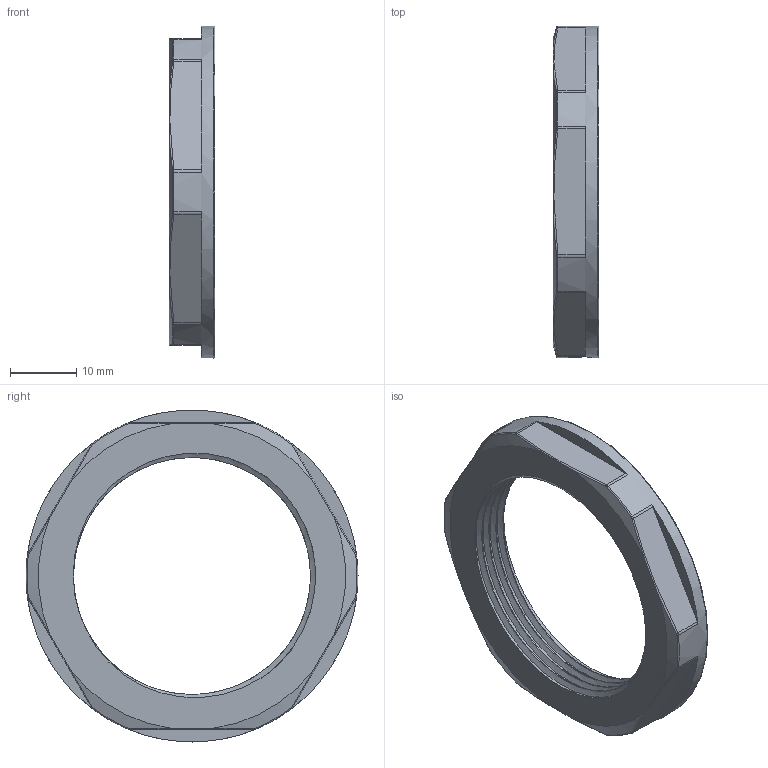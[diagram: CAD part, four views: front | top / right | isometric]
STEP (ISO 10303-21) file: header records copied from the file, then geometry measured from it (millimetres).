
FILE_DESCRIPTION(/* description */ ('Gegenmutter mit Bund PG 29'),/* implementation_level */ '2;1');
FILE_NAME(/* name */ '12096429-RST.stp',/* time_stamp */ '2016-04-19T10:18:50+02:00',/* author */ ('SL'),/* organization */ (''),/* preprocessor_version */ 'ST-DEVELOPER v15.2',/* originating_system */ 'Autodesk Inventor 2014',/* authorisation */ '');
FILE_SCHEMA (('AUTOMOTIVE_DESIGN { 1 0 10303 214 3 1 1 }'));
Length unit declared in the file: millimetre
Products named in the file (1): Gegenmutter-07-BT-0001-12096429
Bounding box: 6.93 x 50.09 x 50.09 mm (x, y, z)
Volume: 5507.5 mm3; surface area: 4033.6 mm2
Topology: 1 solids, 1 shells, 63 faces, 156 edges, 95 vertices
Faces by surface type: bspline 20, cylinder 15, plane 15, torus 7, cone 6
Full cylindrical faces by diameter (mm): 50.09 x1
Entity records: 6012 total; most frequent: CARTESIAN_POINT 4627, ORIENTED_EDGE 306, DIRECTION 250, EDGE_CURVE 153, AXIS2_PLACEMENT_3D 109, VERTEX_POINT 94, EDGE_LOOP 67, CIRCLE 65
